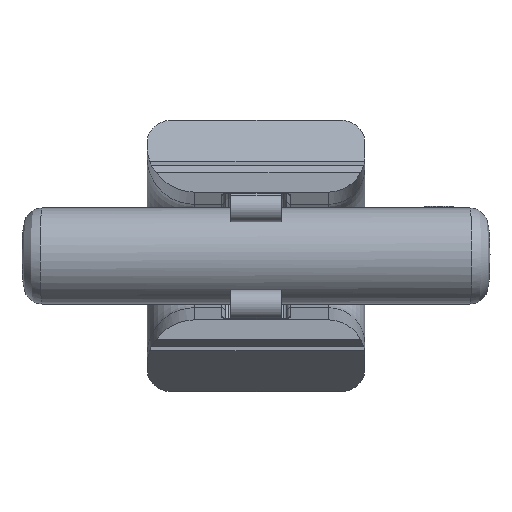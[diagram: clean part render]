
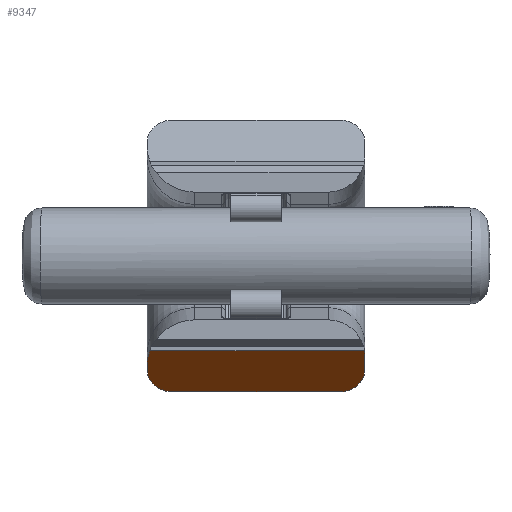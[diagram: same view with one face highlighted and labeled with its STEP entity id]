
A CAD part, front view. The second image highlights one B-rep face of the part: STEP entity #9347.
In plain terms, the highlighted planar face has unit normal (0, -0.643, -0.766).
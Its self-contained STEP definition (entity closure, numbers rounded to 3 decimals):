
#5=DIRECTION('',(0.,-0.766,0.643));
#6=VECTOR('',#5,3.173);
#7=CARTESIAN_POINT('',(-30.,9.5,-31.626));
#8=LINE('',#7,#6);
#23=CARTESIAN_POINT('',(-30.,9.5,-31.626));
#24=CARTESIAN_POINT('',(-30.,10.53,-32.491));
#25=CARTESIAN_POINT('',(-29.585,12.273,-33.953));
#26=CARTESIAN_POINT('',(-28.249,14.34,-35.687));
#27=CARTESIAN_POINT('',(-26.58,15.637,-36.776));
#28=CARTESIAN_POINT('',(-24.788,16.324,-37.352));
#29=CARTESIAN_POINT('',(-23.672,16.5,-37.5));
#30=CARTESIAN_POINT('',(-23.,16.5,-37.5));
#49=CARTESIAN_POINT('',(23.,16.5,-37.5));
#50=CARTESIAN_POINT('',(23.672,16.5,-37.5));
#51=CARTESIAN_POINT('',(24.788,16.324,-37.352));
#52=CARTESIAN_POINT('',(26.58,15.637,-36.776));
#53=CARTESIAN_POINT('',(28.249,14.34,-35.687));
#54=CARTESIAN_POINT('',(29.585,12.273,-33.953));
#55=CARTESIAN_POINT('',(30.,10.53,-32.491));
#56=CARTESIAN_POINT('',(30.,9.5,-31.626));
#62=DIRECTION('',(0.,-0.766,0.643));
#63=VECTOR('',#62,7.089);
#64=CARTESIAN_POINT('',(30.,9.5,-31.626));
#65=LINE('',#64,#63);
#89=CARTESIAN_POINT('',(30.,4.07,-27.07));
#90=CARTESIAN_POINT('',(30.,3.713,-26.77));
#91=CARTESIAN_POINT('',(29.981,3.356,-26.471));
#92=CARTESIAN_POINT('',(29.943,3.,-26.172));
#673=DIRECTION('',(1.,0.,0.));
#674=VECTOR('',#673,46.);
#675=CARTESIAN_POINT('',(-23.,16.5,-37.5));
#676=LINE('',#675,#674);
#7635=CARTESIAN_POINT('',(-29.347,3.,-26.172));
#7636=CARTESIAN_POINT('',(-29.787,4.335,
-27.293));
#7637=CARTESIAN_POINT('',(-30.,5.692,-28.431));
#7638=CARTESIAN_POINT('',(-30.,7.07,-29.587));
#7652=DIRECTION('',(-1.,0.,0.));
#7653=VECTOR('',#7652,59.289);
#7654=CARTESIAN_POINT('',(29.943,3.,-26.172));
#7655=LINE('',#7654,#7653);
#7857=CARTESIAN_POINT('',(30.,9.5,-31.626));
#7859=VERTEX_POINT('',#7857);
#7861=CARTESIAN_POINT('',(23.,16.5,-37.5));
#7863=VERTEX_POINT('',#7861);
#7866=CARTESIAN_POINT('',(-30.,9.5,-31.626));
#7868=VERTEX_POINT('',#7866);
#7870=CARTESIAN_POINT('',(-23.,16.5,-37.5));
#7872=VERTEX_POINT('',#7870);
#7955=CARTESIAN_POINT('',(30.,4.07,-27.07));
#7957=VERTEX_POINT('',#7955);
#7958=CARTESIAN_POINT('',(-30.,7.07,-29.587));
#7960=VERTEX_POINT('',#7958);
#8913=VERTEX_POINT('',#92);
#8914=VERTEX_POINT('',#7635);
#9326=CARTESIAN_POINT('',(36.,16.5,-37.5));
#9327=DIRECTION('',(0.,0.643,0.766));
#9328=DIRECTION('',(0.,-0.766,0.643));
#9329=AXIS2_PLACEMENT_3D('',#9326,#9327,#9328);
#9330=PLANE('',#9329);
#9332=ORIENTED_EDGE('',*,*,#9331,.F.);
#9334=ORIENTED_EDGE('',*,*,#9333,.F.);
#9335=ORIENTED_EDGE('',*,*,#9318,.F.);
#9336=ORIENTED_EDGE('',*,*,#9290,.T.);
#9338=ORIENTED_EDGE('',*,*,#9337,.F.);
#9340=ORIENTED_EDGE('',*,*,#9339,.F.);
#9342=ORIENTED_EDGE('',*,*,#9341,.F.);
#9344=ORIENTED_EDGE('',*,*,#9343,.F.);
#9345=EDGE_LOOP('',(#9332,#9334,#9335,#9336,#9338,#9340,#9342,#9344));
#9346=FACE_OUTER_BOUND('',#9345,.F.);
#9347=ADVANCED_FACE('',(#9346),#9330,.F.);
#31=B_SPLINE_CURVE_WITH_KNOTS('',3,(#23,#24,#25,#26,#27,#28,#29,#30),
.UNSPECIFIED.,.F.,.F.,(4,1,1,1,1,4),(0.,0.25,0.5,0.75,0.875,1.),
.UNSPECIFIED.);
#57=B_SPLINE_CURVE_WITH_KNOTS('',3,(#49,#50,#51,#52,#53,#54,#55,#56),
.UNSPECIFIED.,.F.,.F.,(4,1,1,1,1,4),(0.,0.125,0.25,0.5,0.75,1.),
.UNSPECIFIED.);
#93=B_SPLINE_CURVE_WITH_KNOTS('',3,(#89,#90,#91,#92),.UNSPECIFIED.,.F.,.F.,(4,
4),(0.,1.),.UNSPECIFIED.);
#7639=B_SPLINE_CURVE_WITH_KNOTS('',3,(#7635,#7636,#7637,#7638),.UNSPECIFIED.,
.F.,.F.,(4,4),(0.,1.),.UNSPECIFIED.);
#9290=EDGE_CURVE('',#7868,#7960,#8,.T.);
#9318=EDGE_CURVE('',#7868,#7872,#31,.T.);
#9331=EDGE_CURVE('',#7863,#7859,#57,.T.);
#9333=EDGE_CURVE('',#7872,#7863,#676,.T.);
#9337=EDGE_CURVE('',#8914,#7960,#7639,.T.);
#9339=EDGE_CURVE('',#8913,#8914,#7655,.T.);
#9341=EDGE_CURVE('',#7957,#8913,#93,.T.);
#9343=EDGE_CURVE('',#7859,#7957,#65,.T.);
